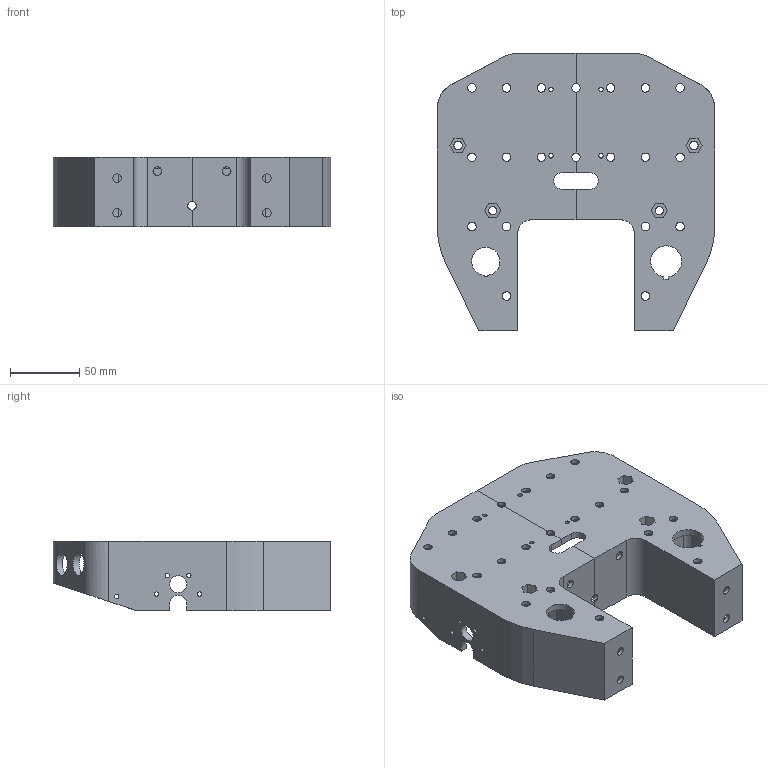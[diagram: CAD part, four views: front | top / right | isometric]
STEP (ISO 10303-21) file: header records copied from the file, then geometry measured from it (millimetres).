
FILE_DESCRIPTION(('FreeCAD Model'),'2;1');
FILE_NAME('Open CASCADE Shape Model','2023-10-19T10:29:26',(''),(''), 'Open CASCADE STEP processor 7.5','FreeCAD','Unknown');
FILE_SCHEMA(('AUTOMOTIVE_DESIGN { 1 0 10303 214 1 1 1 1 }'));
Length unit declared in the file: millimetre
Products named in the file (2): mainchassis; Body
Assembly tree (1 placements, depth 2):
  mainchassis
    Body
Bounding box: 200 x 200 x 50 mm (x, y, z)
Volume: 375559.5 mm3; surface area: 149306.7 mm2
Topology: 1 solids, 1 shells, 498 faces, 1514 edges, 1012 vertices
Faces by surface type: plane 366, cylinder 110, extrusion 22
Full cylindrical faces by diameter (mm): 1 x12, 3.1 x10, 3.2 x4, 6 x6, 6.1 x26, 6.2 x2, 12.2 x2, 16.5 x6
Entity records: 40308 total; most frequent: CARTESIAN_POINT 10698, DIRECTION 5252, VECTOR 3600, LINE 3578, ORIENTED_EDGE 3028, PCURVE 3028, DEFINITIONAL_REPRESENTATION 3028, EDGE_CURVE 1514
